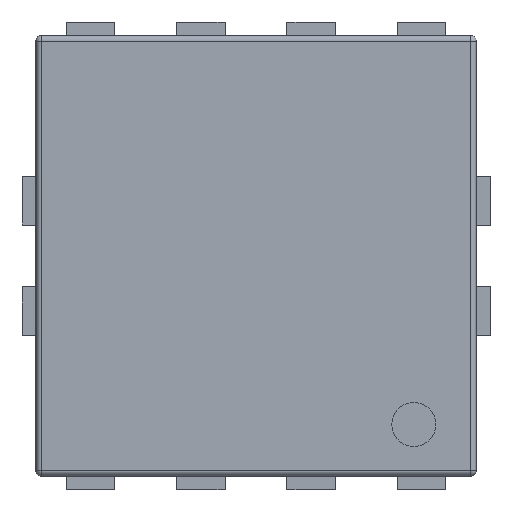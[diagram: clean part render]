
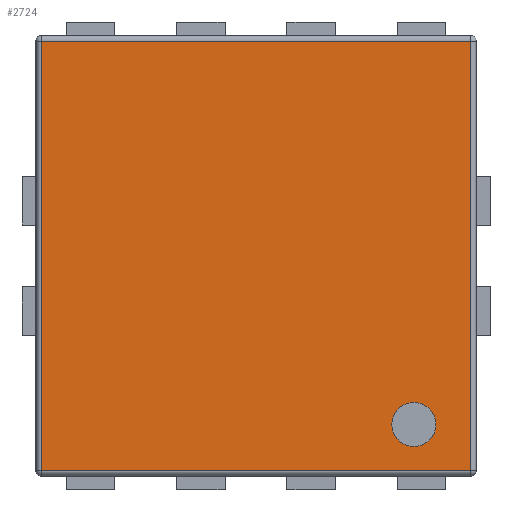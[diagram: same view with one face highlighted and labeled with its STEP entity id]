
A CAD part, top view. The second image highlights one B-rep face of the part: STEP entity #2724.
In plain terms, the highlighted planar face has unit normal (0, 0, 1).
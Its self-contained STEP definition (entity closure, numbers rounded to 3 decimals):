
#55=CIRCLE('',#2845,0.08);
#306=ORIENTED_EDGE('',*,*,#843,.T.);
#307=ORIENTED_EDGE('',*,*,#844,.T.);
#308=ORIENTED_EDGE('',*,*,#845,.T.);
#309=ORIENTED_EDGE('',*,*,#846,.T.);
#310=ORIENTED_EDGE('',*,*,#847,.T.);
#843=EDGE_CURVE('',#1105,#1106,#1318,.T.);
#844=EDGE_CURVE('',#1106,#1107,#1319,.T.);
#845=EDGE_CURVE('',#1107,#1108,#1320,.T.);
#846=EDGE_CURVE('',#1108,#1105,#1321,.T.);
#847=EDGE_CURVE('',#1109,#1109,#55,.T.);
#1105=VERTEX_POINT('',#3840);
#1106=VERTEX_POINT('',#3841);
#1107=VERTEX_POINT('',#3843);
#1108=VERTEX_POINT('',#3845);
#1109=VERTEX_POINT('',#3848);
#1318=LINE('',#3839,#1569);
#1319=LINE('',#3842,#1570);
#1320=LINE('',#3844,#1571);
#1321=LINE('',#3846,#1572);
#1569=VECTOR('',#3198,1000.);
#1570=VECTOR('',#3199,1000.);
#1571=VECTOR('',#3200,1000.);
#1572=VECTOR('',#3201,1000.);
#1693=EDGE_LOOP('',(#306,#307,#308,#309));
#1694=EDGE_LOOP('',(#310));
#1800=FACE_BOUND('',#1693,.T.);
#1801=FACE_BOUND('',#1694,.T.);
#1907=PLANE('',#2844);
#2724=ADVANCED_FACE('',(#1800,#1801),#1907,.T.);
#2844=AXIS2_PLACEMENT_3D('',#3838,#3196,#3197);
#2845=AXIS2_PLACEMENT_3D('',#3847,#3202,#3203);
#3196=DIRECTION('',(0.,0.,1.));
#3197=DIRECTION('',(1.,0.,0.));
#3198=DIRECTION('',(-1.,0.,0.));
#3199=DIRECTION('',(0.,-1.,0.));
#3200=DIRECTION('',(1.,0.,0.));
#3201=DIRECTION('',(0.,1.,0.));
#3202=DIRECTION('',(0.,0.,-1.));
#3203=DIRECTION('',(-1.,0.,0.));
#3838=CARTESIAN_POINT('',(0.,0.,0.32));
#3839=CARTESIAN_POINT('',(-0.8,0.78,0.32));
#3840=CARTESIAN_POINT('',(0.78,0.78,0.32));
#3841=CARTESIAN_POINT('',(-0.78,0.78,0.32));
#3842=CARTESIAN_POINT('',(-0.78,-0.8,0.32));
#3843=CARTESIAN_POINT('',(-0.78,-0.78,0.32));
#3844=CARTESIAN_POINT('',(0.8,-0.78,0.32));
#3845=CARTESIAN_POINT('',(0.78,-0.78,0.32));
#3846=CARTESIAN_POINT('',(0.78,0.8,0.32));
#3847=CARTESIAN_POINT('',(0.573,-0.612,0.32));
#3848=CARTESIAN_POINT('',(0.493,-0.612,0.32));
